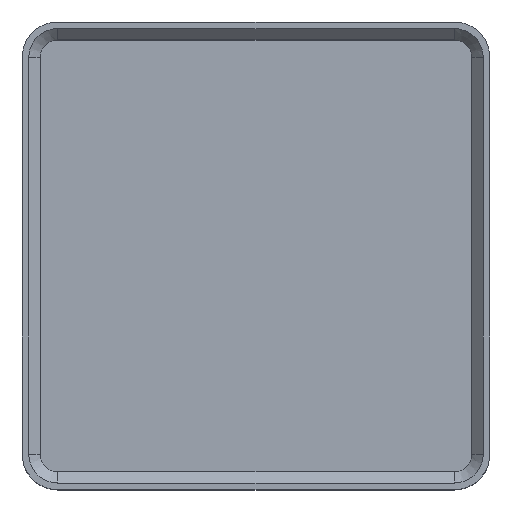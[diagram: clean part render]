
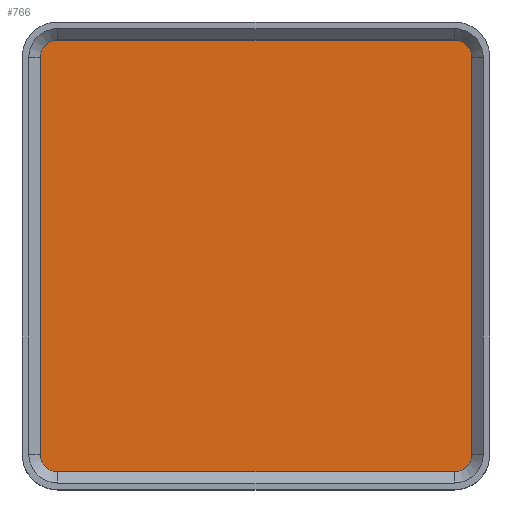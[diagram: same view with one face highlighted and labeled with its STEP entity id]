
A CAD part, top view. The second image highlights one B-rep face of the part: STEP entity #766.
In plain terms, the highlighted planar face has unit normal (0, 0, 1).
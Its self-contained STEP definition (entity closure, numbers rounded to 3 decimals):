
#44=FACE_OUTER_BOUND('',#95,.T.);
#95=EDGE_LOOP('',(#515,#516,#517,#518,#519,#520,#521,#522));
#147=LINE('',#1175,#227);
#148=LINE('',#1179,#228);
#149=LINE('',#1183,#229);
#150=LINE('',#1186,#230);
#227=VECTOR('',#924,10.);
#228=VECTOR('',#927,10.);
#229=VECTOR('',#930,10.);
#230=VECTOR('',#933,10.);
#307=CIRCLE('',#833,1.85);
#308=CIRCLE('',#834,1.85);
#309=CIRCLE('',#835,1.85);
#310=CIRCLE('',#836,1.85);
#339=VERTEX_POINT('',#1171);
#340=VERTEX_POINT('',#1172);
#341=VERTEX_POINT('',#1174);
#342=VERTEX_POINT('',#1176);
#343=VERTEX_POINT('',#1178);
#344=VERTEX_POINT('',#1180);
#345=VERTEX_POINT('',#1182);
#346=VERTEX_POINT('',#1184);
#403=EDGE_CURVE('',#339,#340,#307,.T.);
#404=EDGE_CURVE('',#341,#339,#147,.T.);
#405=EDGE_CURVE('',#342,#341,#308,.T.);
#406=EDGE_CURVE('',#343,#342,#148,.T.);
#407=EDGE_CURVE('',#344,#343,#309,.T.);
#408=EDGE_CURVE('',#345,#344,#149,.T.);
#409=EDGE_CURVE('',#345,#346,#310,.T.);
#410=EDGE_CURVE('',#340,#346,#150,.T.);
#515=ORIENTED_EDGE('',*,*,#403,.F.);
#516=ORIENTED_EDGE('',*,*,#404,.F.);
#517=ORIENTED_EDGE('',*,*,#405,.F.);
#518=ORIENTED_EDGE('',*,*,#406,.F.);
#519=ORIENTED_EDGE('',*,*,#407,.F.);
#520=ORIENTED_EDGE('',*,*,#408,.F.);
#521=ORIENTED_EDGE('',*,*,#409,.T.);
#522=ORIENTED_EDGE('',*,*,#410,.F.);
#739=PLANE('',#832);
#766=ADVANCED_FACE('',(#44),#739,.T.);
#832=AXIS2_PLACEMENT_3D('',#1170,#920,#921);
#833=AXIS2_PLACEMENT_3D('',#1173,#922,#923);
#834=AXIS2_PLACEMENT_3D('',#1177,#925,#926);
#835=AXIS2_PLACEMENT_3D('',#1181,#928,#929);
#836=AXIS2_PLACEMENT_3D('',#1185,#931,#932);
#920=DIRECTION('center_axis',(0.,0.,1.));
#921=DIRECTION('ref_axis',(1.,0.,0.));
#922=DIRECTION('center_axis',(0.,0.,-1.));
#923=DIRECTION('ref_axis',(-0.707,-0.707,0.));
#924=DIRECTION('',(-1.,0.,0.));
#925=DIRECTION('center_axis',(0.,0.,-1.));
#926=DIRECTION('ref_axis',(0.707,-0.707,0.));
#927=DIRECTION('',(0.,-1.,0.));
#928=DIRECTION('center_axis',(0.,0.,-1.));
#929=DIRECTION('ref_axis',(0.707,0.707,0.));
#930=DIRECTION('',(1.,0.,0.));
#931=DIRECTION('center_axis',(0.,0.,1.));
#932=DIRECTION('ref_axis',(-0.707,0.707,0.));
#933=DIRECTION('',(0.,1.,0.));
#1170=CARTESIAN_POINT('Origin',(24.75,24.75,16.));
#1171=CARTESIAN_POINT('',(3.75,1.9,16.));
#1172=CARTESIAN_POINT('',(1.9,3.75,16.));
#1173=CARTESIAN_POINT('Origin',(3.75,3.75,16.));
#1174=CARTESIAN_POINT('',(45.75,1.9,16.));
#1175=CARTESIAN_POINT('',(35.25,1.9,16.));
#1176=CARTESIAN_POINT('',(47.6,3.75,16.));
#1177=CARTESIAN_POINT('Origin',(45.75,3.75,16.));
#1178=CARTESIAN_POINT('',(47.6,45.75,16.));
#1179=CARTESIAN_POINT('',(47.6,35.25,16.));
#1180=CARTESIAN_POINT('',(45.75,47.6,16.));
#1181=CARTESIAN_POINT('Origin',(45.75,45.75,16.));
#1182=CARTESIAN_POINT('',(3.75,47.6,16.));
#1183=CARTESIAN_POINT('',(14.25,47.6,16.));
#1184=CARTESIAN_POINT('',(1.9,45.75,16.));
#1185=CARTESIAN_POINT('Origin',(3.75,45.75,16.));
#1186=CARTESIAN_POINT('',(1.9,14.25,16.));
